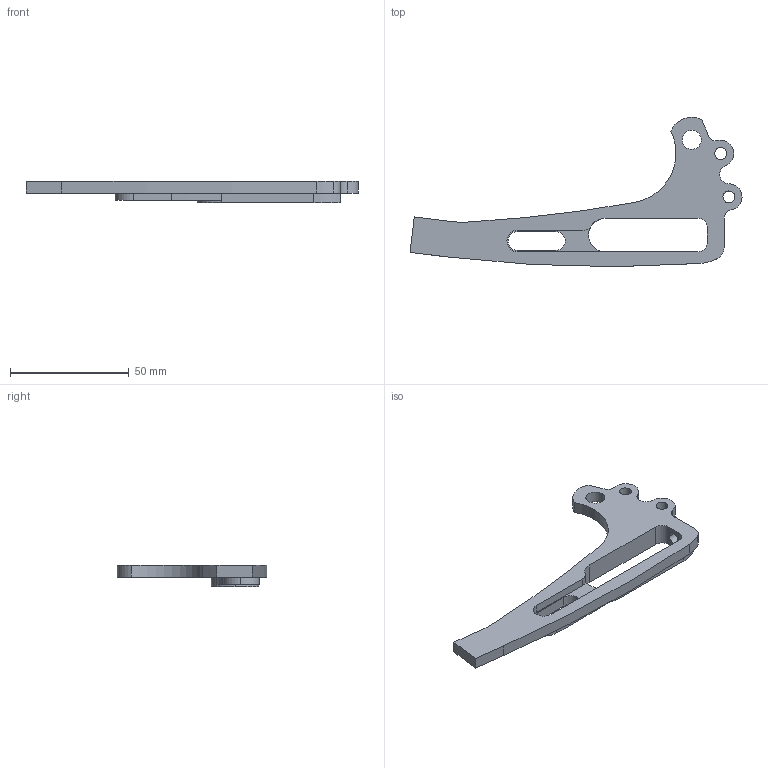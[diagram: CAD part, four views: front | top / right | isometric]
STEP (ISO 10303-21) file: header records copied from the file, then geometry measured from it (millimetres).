
FILE_DESCRIPTION (( 'STEP AP214' ), '1' );
FILE_NAME ('DS1005R.STEP', '2020-07-09T20:29:27', ( '' ), ( '' ), 'SwSTEP 2.0', 'SolidWorks 2020', '' );
FILE_SCHEMA (( 'AUTOMOTIVE_DESIGN' ));
Length unit declared in the file: inch
Products named in the file (1): DS1005R
Bounding box: 139.52 x 62.77 x 9 mm (x, y, z)
Volume: 13976.3 mm3; surface area: 10391.1 mm2
Topology: 1 solids, 1 shells, 78 faces, 221 edges, 147 vertices
Faces by surface type: cylinder 56, plane 22
Entity records: 2655 total; most frequent: DIRECTION 493, CARTESIAN_POINT 447, ORIENTED_EDGE 442, EDGE_CURVE 221, AXIS2_PLACEMENT_3D 193, VERTEX_POINT 147, CIRCLE 114, LINE 107
